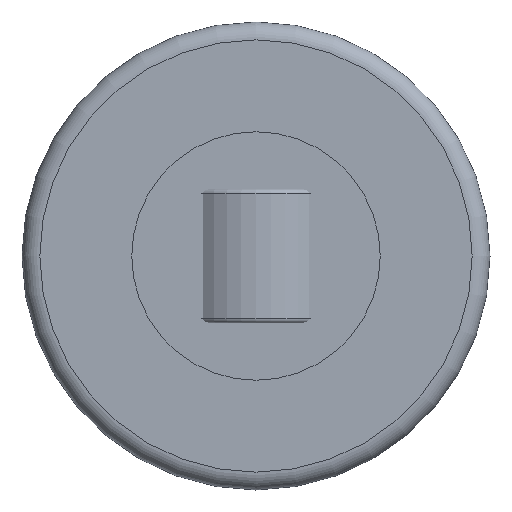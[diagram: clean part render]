
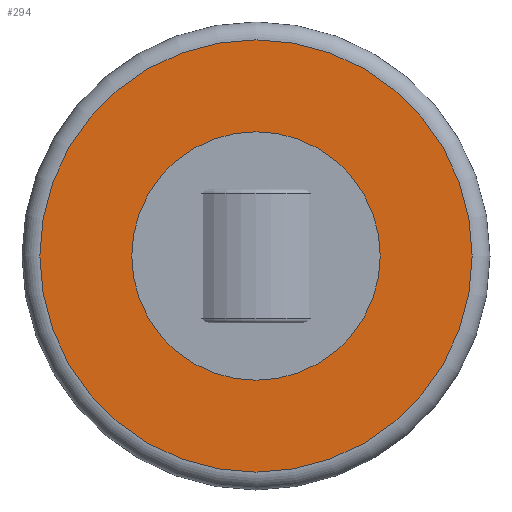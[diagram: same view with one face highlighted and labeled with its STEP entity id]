
A CAD part, front view. The second image highlights one B-rep face of the part: STEP entity #294.
In plain terms, the highlighted planar face has unit normal (0, -1, 0).
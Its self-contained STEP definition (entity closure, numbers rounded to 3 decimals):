
#33=FACE_BOUND('',#81,.T.);
#61=FACE_OUTER_BOUND('',#80,.T.);
#80=EDGE_LOOP('',(#246,#247));
#81=EDGE_LOOP('',(#248,#249));
#108=CIRCLE('',#357,24.25);
#109=CIRCLE('',#358,24.25);
#111=CIRCLE('',#361,13.94);
#112=CIRCLE('',#362,13.94);
#142=VERTEX_POINT('',#556);
#143=VERTEX_POINT('',#557);
#144=VERTEX_POINT('',#562);
#145=VERTEX_POINT('',#563);
#178=EDGE_CURVE('',#142,#143,#108,.T.);
#179=EDGE_CURVE('',#143,#142,#109,.T.);
#181=EDGE_CURVE('',#144,#145,#111,.T.);
#182=EDGE_CURVE('',#145,#144,#112,.T.);
#246=ORIENTED_EDGE('',*,*,#178,.T.);
#247=ORIENTED_EDGE('',*,*,#179,.T.);
#248=ORIENTED_EDGE('',*,*,#181,.F.);
#249=ORIENTED_EDGE('',*,*,#182,.F.);
#281=PLANE('',#360);
#294=ADVANCED_FACE('',(#61,#33),#281,.T.);
#357=AXIS2_PLACEMENT_3D('',#558,#448,#449);
#358=AXIS2_PLACEMENT_3D('',#559,#450,#451);
#360=AXIS2_PLACEMENT_3D('',#561,#454,#455);
#361=AXIS2_PLACEMENT_3D('',#564,#456,#457);
#362=AXIS2_PLACEMENT_3D('',#565,#458,#459);
#448=DIRECTION('center_axis',(0.,-1.,0.));
#449=DIRECTION('ref_axis',(1.,0.,0.));
#450=DIRECTION('center_axis',(0.,-1.,0.));
#451=DIRECTION('ref_axis',(1.,0.,0.));
#454=DIRECTION('center_axis',(0.,-1.,0.));
#455=DIRECTION('ref_axis',(0.,0.,-1.));
#456=DIRECTION('center_axis',(0.,-1.,0.));
#457=DIRECTION('ref_axis',(1.,0.,0.));
#458=DIRECTION('center_axis',(0.,-1.,0.));
#459=DIRECTION('ref_axis',(1.,0.,0.));
#556=CARTESIAN_POINT('',(24.25,-4.4,0.));
#557=CARTESIAN_POINT('',(0.,-4.4,24.25));
#558=CARTESIAN_POINT('Origin',(0.,-4.4,
0.));
#559=CARTESIAN_POINT('Origin',(0.,-4.4,
0.));
#561=CARTESIAN_POINT('Origin',(13.94,-4.4,0.));
#562=CARTESIAN_POINT('',(13.94,-4.4,0.));
#563=CARTESIAN_POINT('',(-13.94,-4.4,0.));
#564=CARTESIAN_POINT('Origin',(0.,-4.4,
0.));
#565=CARTESIAN_POINT('Origin',(0.,-4.4,
0.));
